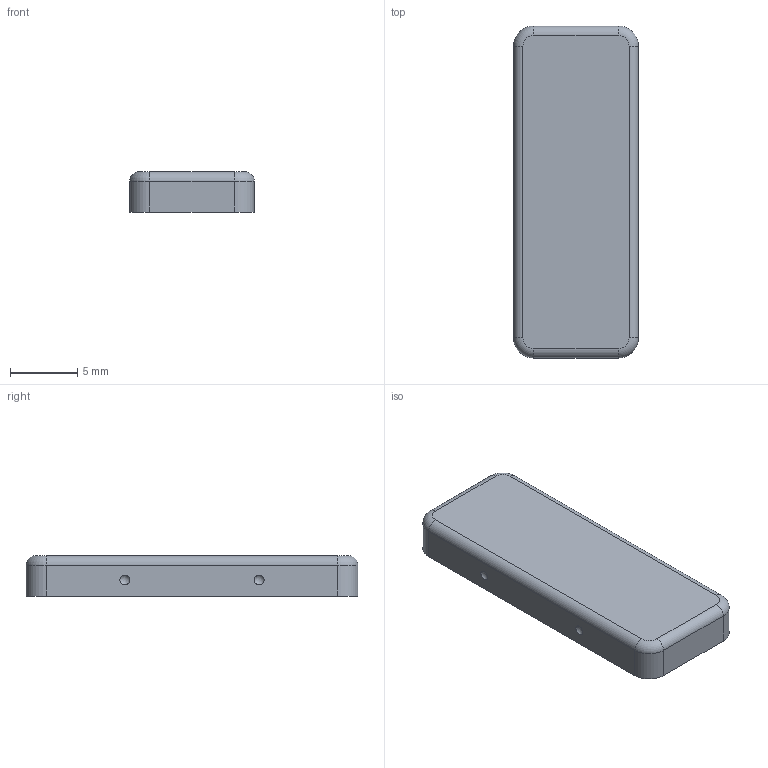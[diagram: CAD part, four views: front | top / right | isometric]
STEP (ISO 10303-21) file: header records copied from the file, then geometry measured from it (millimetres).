
FILE_DESCRIPTION(/* description */ (''),/* implementation_level */ '2;1');
FILE_NAME(/* name */ 'Masach MS243-10C.step',/* time_stamp */ '2022-11-24T13:59:36Z',/* author */ (''),/* organization */ (''),/* preprocessor_version */ 'ST-DEVELOPER v19.2',/* originating_system */ 'Autodesk Translation Framework v11.17.0.187',/* authorisation */ '');
FILE_SCHEMA (('AUTOMOTIVE_DESIGN { 1 0 10303 214 3 1 1 }'));
Length unit declared in the file: millimetre
Products named in the file (1): MS243-10C
Bounding box: 9.3 x 24.7 x 3 mm (x, y, z)
Volume: 78.6 mm3; surface area: 798.6 mm2
Topology: 1 solids, 1 shells, 50 faces, 96 edges, 56 vertices
Faces by surface type: plane 18, cylinder 16, sphere 8, torus 8
Entity records: 1296 total; most frequent: DIRECTION 246, CARTESIAN_POINT 203, ORIENTED_EDGE 192, AXIS2_PLACEMENT_3D 99, EDGE_CURVE 96, EDGE_LOOP 58, VERTEX_POINT 56, FACE_OUTER_BOUND 50
